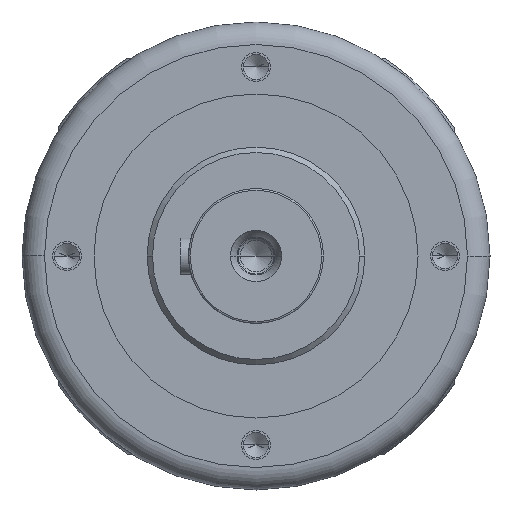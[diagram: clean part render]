
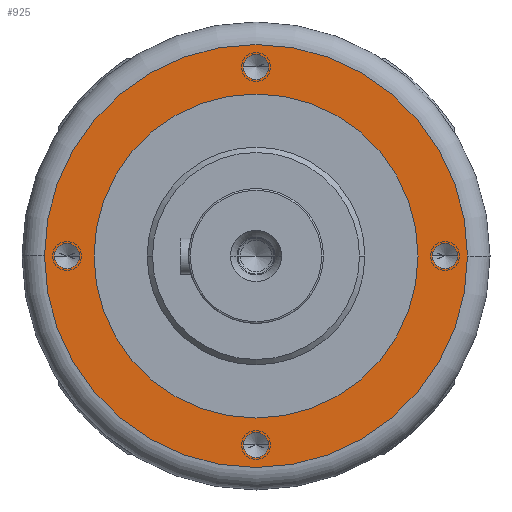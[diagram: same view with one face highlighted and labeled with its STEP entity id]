
A CAD part, left-side view. The second image highlights one B-rep face of the part: STEP entity #925.
In plain terms, the highlighted planar face has unit normal (-1, 0, 0).
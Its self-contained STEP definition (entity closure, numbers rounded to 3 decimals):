
#1=CARTESIAN_POINT('',(0.,0.,-105.));
#2=DIRECTION('',(-1.,0.,0.));
#3=DIRECTION('',(0.,1.,0.));
#4=AXIS2_PLACEMENT_3D('',#1,#2,#3);
#6=CARTESIAN_POINT('',(0.,0.,-105.));
#7=DIRECTION('',(-1.,0.,0.));
#8=DIRECTION('',(0.,-1.,0.));
#9=AXIS2_PLACEMENT_3D('',#6,#7,#8);
#11=CARTESIAN_POINT('',(0.,-105.,0.));
#12=DIRECTION('',(-1.,0.,0.));
#13=DIRECTION('',(0.,1.,0.));
#14=AXIS2_PLACEMENT_3D('',#11,#12,#13);
#16=CARTESIAN_POINT('',(0.,-105.,0.));
#17=DIRECTION('',(-1.,0.,0.));
#18=DIRECTION('',(0.,-1.,0.));
#19=AXIS2_PLACEMENT_3D('',#16,#17,#18);
#21=CARTESIAN_POINT('',(0.,0.,105.));
#22=DIRECTION('',(-1.,0.,0.));
#23=DIRECTION('',(0.,1.,0.));
#24=AXIS2_PLACEMENT_3D('',#21,#22,#23);
#26=CARTESIAN_POINT('',(0.,0.,105.));
#27=DIRECTION('',(-1.,0.,0.));
#28=DIRECTION('',(0.,-1.,0.));
#29=AXIS2_PLACEMENT_3D('',#26,#27,#28);
#31=CARTESIAN_POINT('',(0.,0.,0.));
#32=DIRECTION('',(-1.,0.,0.));
#33=DIRECTION('',(0.,1.,0.));
#34=AXIS2_PLACEMENT_3D('',#31,#32,#33);
#36=CARTESIAN_POINT('',(0.,0.,0.));
#37=DIRECTION('',(-1.,0.,0.));
#38=DIRECTION('',(0.,-1.,0.));
#39=AXIS2_PLACEMENT_3D('',#36,#37,#38);
#41=CARTESIAN_POINT('',(0.,105.,0.));
#42=DIRECTION('',(-1.,0.,0.));
#43=DIRECTION('',(0.,1.,0.));
#44=AXIS2_PLACEMENT_3D('',#41,#42,#43);
#46=CARTESIAN_POINT('',(0.,105.,0.));
#47=DIRECTION('',(-1.,0.,0.));
#48=DIRECTION('',(0.,-1.,0.));
#49=AXIS2_PLACEMENT_3D('',#46,#47,#48);
#129=CARTESIAN_POINT('',(0.,0.,0.));
#130=DIRECTION('',(1.,0.,0.));
#131=DIRECTION('',(0.,1.,0.));
#132=AXIS2_PLACEMENT_3D('',#129,#130,#131);
#142=CARTESIAN_POINT('',(0.,0.,0.));
#143=DIRECTION('',(-1.,0.,0.));
#144=DIRECTION('',(0.,1.,0.));
#145=AXIS2_PLACEMENT_3D('',#142,#143,#144);
#705=CARTESIAN_POINT('',(0.,90.,0.));
#707=VERTEX_POINT('',#705);
#713=CARTESIAN_POINT('',(0.,-90.,0.));
#715=VERTEX_POINT('',#713);
#729=CARTESIAN_POINT('',(0.,117.5,0.));
#730=CARTESIAN_POINT('',(0.,-117.5,0.));
#731=VERTEX_POINT('',#729);
#732=VERTEX_POINT('',#730);
#755=CARTESIAN_POINT('',(0.,112.,0.));
#756=CARTESIAN_POINT('',(0.,98.,0.));
#757=VERTEX_POINT('',#755);
#758=VERTEX_POINT('',#756);
#765=CARTESIAN_POINT('',(0.,7.,105.));
#766=CARTESIAN_POINT('',(0.,-7.,105.));
#767=VERTEX_POINT('',#765);
#768=VERTEX_POINT('',#766);
#775=CARTESIAN_POINT('',(0.,-98.,0.));
#776=CARTESIAN_POINT('',(0.,-112.,0.));
#777=VERTEX_POINT('',#775);
#778=VERTEX_POINT('',#776);
#785=CARTESIAN_POINT('',(0.,7.,-105.));
#786=CARTESIAN_POINT('',(0.,-7.,-105.));
#787=VERTEX_POINT('',#785);
#788=VERTEX_POINT('',#786);
#884=CARTESIAN_POINT('',(0.,0.,0.));
#885=DIRECTION('',(1.,0.,0.));
#886=DIRECTION('',(0.,-1.,0.));
#887=AXIS2_PLACEMENT_3D('',#884,#885,#886);
#888=PLANE('',#887);
#890=ORIENTED_EDGE('',*,*,#889,.F.);
#892=ORIENTED_EDGE('',*,*,#891,.F.);
#893=EDGE_LOOP('',(#890,#892));
#894=FACE_OUTER_BOUND('',#893,.F.);
#896=ORIENTED_EDGE('',*,*,#895,.T.);
#898=ORIENTED_EDGE('',*,*,#897,.T.);
#899=EDGE_LOOP('',(#896,#898));
#900=FACE_BOUND('',#899,.F.);
#902=ORIENTED_EDGE('',*,*,#901,.T.);
#904=ORIENTED_EDGE('',*,*,#903,.T.);
#905=EDGE_LOOP('',(#902,#904));
#906=FACE_BOUND('',#905,.F.);
#908=ORIENTED_EDGE('',*,*,#907,.T.);
#910=ORIENTED_EDGE('',*,*,#909,.T.);
#911=EDGE_LOOP('',(#908,#910));
#912=FACE_BOUND('',#911,.F.);
#914=ORIENTED_EDGE('',*,*,#913,.F.);
#916=ORIENTED_EDGE('',*,*,#915,.T.);
#917=EDGE_LOOP('',(#914,#916));
#918=FACE_BOUND('',#917,.F.);
#920=ORIENTED_EDGE('',*,*,#919,.T.);
#922=ORIENTED_EDGE('',*,*,#921,.T.);
#923=EDGE_LOOP('',(#920,#922));
#924=FACE_BOUND('',#923,.F.);
#925=ADVANCED_FACE('',(#894,#900,#906,#912,#918,#924),#888,.F.);
#5=CIRCLE('',#4,7.);
#10=CIRCLE('',#9,7.);
#15=CIRCLE('',#14,7.);
#20=CIRCLE('',#19,7.);
#25=CIRCLE('',#24,7.);
#30=CIRCLE('',#29,7.);
#35=CIRCLE('',#34,117.5);
#40=CIRCLE('',#39,117.5);
#45=CIRCLE('',#44,7.);
#50=CIRCLE('',#49,7.);
#133=CIRCLE('',#132,90.);
#146=CIRCLE('',#145,90.);
#889=EDGE_CURVE('',#731,#732,#35,.T.);
#891=EDGE_CURVE('',#732,#731,#40,.T.);
#895=EDGE_CURVE('',#787,#788,#5,.T.);
#897=EDGE_CURVE('',#788,#787,#10,.T.);
#901=EDGE_CURVE('',#777,#778,#15,.T.);
#903=EDGE_CURVE('',#778,#777,#20,.T.);
#907=EDGE_CURVE('',#767,#768,#25,.T.);
#909=EDGE_CURVE('',#768,#767,#30,.T.);
#913=EDGE_CURVE('',#707,#715,#133,.T.);
#915=EDGE_CURVE('',#707,#715,#146,.T.);
#919=EDGE_CURVE('',#757,#758,#45,.T.);
#921=EDGE_CURVE('',#758,#757,#50,.T.);
